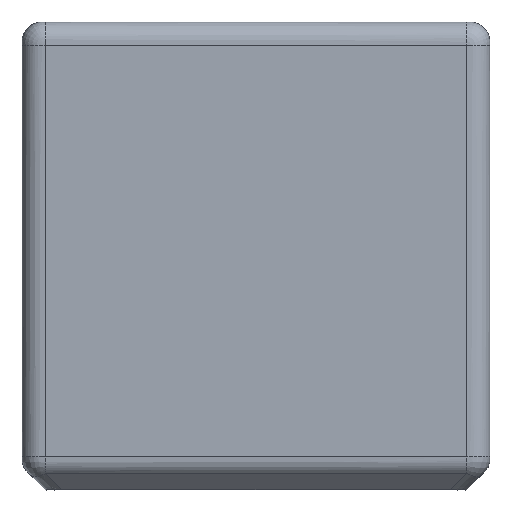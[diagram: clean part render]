
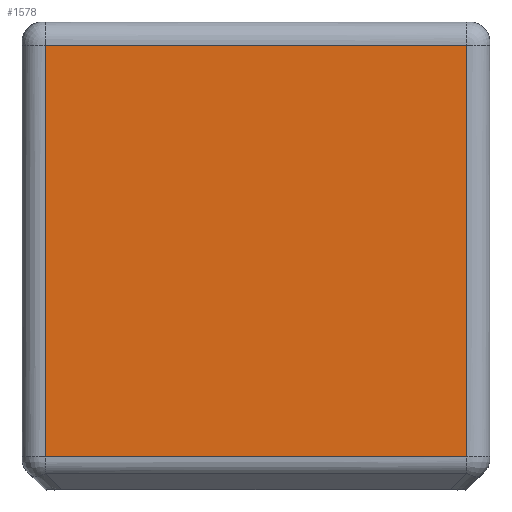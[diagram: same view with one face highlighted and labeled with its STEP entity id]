
A CAD part, front view. The second image highlights one B-rep face of the part: STEP entity #1578.
In plain terms, the highlighted planar face has unit normal (0, -1, 0).
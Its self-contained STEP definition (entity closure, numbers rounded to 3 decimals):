
#30=PLANE('',#1630);
#90=LINE('',#6879,#208);
#95=LINE('',#7463,#213);
#98=LINE('',#7506,#216);
#102=LINE('',#7590,#220);
#208=VECTOR('',#1696,10.);
#213=VECTOR('',#1701,10.);
#216=VECTOR('',#1704,10.);
#220=VECTOR('',#1708,10.);
#380=FACE_OUTER_BOUND('',#486,.T.);
#486=EDGE_LOOP('',(#1331,#1332,#1333,#1334));
#680=VERTEX_POINT('',#6416);
#686=VERTEX_POINT('',#6824);
#695=VERTEX_POINT('',#7248);
#698=VERTEX_POINT('',#7402);
#845=EDGE_CURVE('',#680,#686,#90,.T.);
#860=EDGE_CURVE('',#686,#698,#95,.T.);
#863=EDGE_CURVE('',#698,#695,#98,.T.);
#867=EDGE_CURVE('',#695,#680,#102,.T.);
#1331=ORIENTED_EDGE('',*,*,#845,.F.);
#1332=ORIENTED_EDGE('',*,*,#867,.F.);
#1333=ORIENTED_EDGE('',*,*,#863,.F.);
#1334=ORIENTED_EDGE('',*,*,#860,.F.);
#1578=ADVANCED_FACE('',(#380),#30,.T.);
#1630=AXIS2_PLACEMENT_3D('',#8742,#1807,#1808);
#1696=DIRECTION('',(-1.,0.,0.));
#1701=DIRECTION('',(0.,0.,1.));
#1704=DIRECTION('',(1.,0.,0.));
#1708=DIRECTION('',(0.,0.,-1.));
#1807=DIRECTION('center_axis',(0.,-1.,0.));
#1808=DIRECTION('ref_axis',(0.,0.,-1.));
#6416=CARTESIAN_POINT('',(9.,-10.,-8.586));
#6824=CARTESIAN_POINT('',(-9.,-10.,-8.586));
#6879=CARTESIAN_POINT('',(0.,-10.,-8.586));
#7248=CARTESIAN_POINT('',(9.,-10.,9.));
#7402=CARTESIAN_POINT('',(-9.,-10.,9.));
#7463=CARTESIAN_POINT('',(-9.,-10.,5.));
#7506=CARTESIAN_POINT('',(0.,-10.,9.));
#7590=CARTESIAN_POINT('',(9.,-10.,5.));
#8742=CARTESIAN_POINT('Origin',(0.,-10.,10.));
